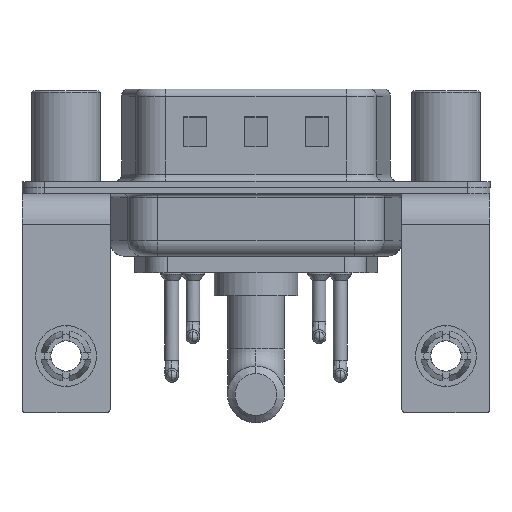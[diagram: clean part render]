
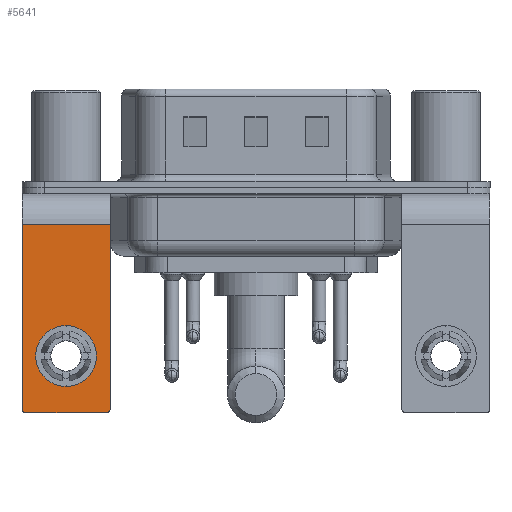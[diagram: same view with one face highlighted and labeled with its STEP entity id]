
A CAD part, front view. The second image highlights one B-rep face of the part: STEP entity #5641.
In plain terms, the highlighted planar face has unit normal (0, -1, 0).
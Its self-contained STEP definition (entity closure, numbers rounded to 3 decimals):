
#86 = DIRECTION ( 'NONE',  ( 0., 1., 0. ) ) ;
#173 = CARTESIAN_POINT ( 'NONE',  ( 2.9, -6.25, -2.4 ) ) ;
#1033 = VERTEX_POINT ( 'NONE', #12734 ) ;
#1120 = VECTOR ( 'NONE', #1702, 1000. ) ;
#1213 = PLANE ( 'NONE',  #5804 ) ;
#1636 = DIRECTION ( 'NONE',  ( -1., 0., 0. ) ) ;
#1702 = DIRECTION ( 'NONE',  ( 0., 0., -1. ) ) ;
#1749 = VERTEX_POINT ( 'NONE', #4258 ) ;
#1777 = EDGE_LOOP ( 'NONE', ( #2681, #10908 ) ) ;
#2681 = ORIENTED_EDGE ( 'NONE', *, *, #6959, .T. ) ;
#2707 = VERTEX_POINT ( 'NONE', #6622 ) ;
#3067 = LINE ( 'NONE', #17893, #10130 ) ;
#4258 = CARTESIAN_POINT ( 'NONE',  ( 2.9, -6.25, -2.4 ) ) ;
#4773 = VERTEX_POINT ( 'NONE', #10221 ) ;
#5391 = EDGE_CURVE ( 'NONE', #13218, #2707, #21742, .T. ) ;
#5641 = ADVANCED_FACE ( 'NONE', ( #6116, #11469 ), #1213, .F. ) ;
#5664 = DIRECTION ( 'NONE',  ( 0., 0., 1. ) ) ;
#5724 = DIRECTION ( 'NONE',  ( 0., 0., 1. ) ) ;
#5804 = AXIS2_PLACEMENT_3D ( 'NONE', #17594, #21284, #7778 ) ;
#6116 = FACE_BOUND ( 'NONE', #1777, .T. ) ;
#6247 = AXIS2_PLACEMENT_3D ( 'NONE', #18132, #86, #5664 ) ;
#6622 = CARTESIAN_POINT ( 'NONE',  ( -2.65, -6.25, -14.8 ) ) ;
#6959 = EDGE_CURVE ( 'NONE', #4773, #1033, #18386, .T. ) ;
#7154 = LINE ( 'NONE', #16297, #1120 ) ;
#7407 = VECTOR ( 'NONE', #23033, 1000. ) ;
#7640 = DIRECTION ( 'NONE',  ( 0., 0., 1. ) ) ;
#7778 = DIRECTION ( 'NONE',  ( 0., 0., 1. ) ) ;
#7910 = CIRCLE ( 'NONE', #9818, 0.25 ) ;
#8514 = DIRECTION ( 'NONE',  ( 0., 0., 1. ) ) ;
#8817 = CARTESIAN_POINT ( 'NONE',  ( 2.65, -6.25, -14.8 ) ) ;
#9818 = AXIS2_PLACEMENT_3D ( 'NONE', #15240, #16552, #7640 ) ;
#10130 = VECTOR ( 'NONE', #1636, 1000. ) ;
#10221 = CARTESIAN_POINT ( 'NONE',  ( 0., -6.25, -13.07 ) ) ;
#10539 = DIRECTION ( 'NONE',  ( 0., -1., 0. ) ) ;
#10711 = ORIENTED_EDGE ( 'NONE', *, *, #16328, .T. ) ;
#10908 = ORIENTED_EDGE ( 'NONE', *, *, #16821, .T. ) ;
#10993 = AXIS2_PLACEMENT_3D ( 'NONE', #22220, #22100, #5724 ) ;
#11469 = FACE_OUTER_BOUND ( 'NONE', #14297, .T. ) ;
#12734 = CARTESIAN_POINT ( 'NONE',  ( 0., -6.25, -9.07 ) ) ;
#13218 = VERTEX_POINT ( 'NONE', #18506 ) ;
#14147 = ORIENTED_EDGE ( 'NONE', *, *, #20179, .F. ) ;
#14194 = DIRECTION ( 'NONE',  ( -1., 0., 0. ) ) ;
#14275 = EDGE_CURVE ( 'NONE', #15780, #13218, #21137, .T. ) ;
#14297 = EDGE_LOOP ( 'NONE', ( #18670, #18258, #14147, #16892, #15443, #10711 ) ) ;
#14340 = CARTESIAN_POINT ( 'NONE',  ( -2.65, -6.25, -14.55 ) ) ;
#14914 = AXIS2_PLACEMENT_3D ( 'NONE', #14340, #10539, #8514 ) ;
#15021 = VERTEX_POINT ( 'NONE', #18478 ) ;
#15240 = CARTESIAN_POINT ( 'NONE',  ( 2.65, -6.25, -14.55 ) ) ;
#15443 = ORIENTED_EDGE ( 'NONE', *, *, #16692, .F. ) ;
#15780 = VERTEX_POINT ( 'NONE', #20434 ) ;
#16297 = CARTESIAN_POINT ( 'NONE',  ( 2.9, -6.25, -2.4 ) ) ;
#16328 = EDGE_CURVE ( 'NONE', #1749, #15780, #23339, .T. ) ;
#16552 = DIRECTION ( 'NONE',  ( 0., -1., 0. ) ) ;
#16692 = EDGE_CURVE ( 'NONE', #1749, #15021, #7154, .T. ) ;
#16708 = VERTEX_POINT ( 'NONE', #8817 ) ;
#16821 = EDGE_CURVE ( 'NONE', #1033, #4773, #21610, .T. ) ;
#16892 = ORIENTED_EDGE ( 'NONE', *, *, #17309, .T. ) ;
#17030 = VECTOR ( 'NONE', #14194, 1000. ) ;
#17309 = EDGE_CURVE ( 'NONE', #16708, #15021, #7910, .T. ) ;
#17594 = CARTESIAN_POINT ( 'NONE',  ( 2.9, -6.25, -2.4 ) ) ;
#17893 = CARTESIAN_POINT ( 'NONE',  ( 2.9, -6.25, -14.8 ) ) ;
#18132 = CARTESIAN_POINT ( 'NONE',  ( 0., -6.25, -11.07 ) ) ;
#18258 = ORIENTED_EDGE ( 'NONE', *, *, #5391, .T. ) ;
#18386 = CIRCLE ( 'NONE', #6247, 2. ) ;
#18478 = CARTESIAN_POINT ( 'NONE',  ( 2.9, -6.25, -14.55 ) ) ;
#18506 = CARTESIAN_POINT ( 'NONE',  ( -2.9, -6.25, -14.55 ) ) ;
#18670 = ORIENTED_EDGE ( 'NONE', *, *, #14275, .T. ) ;
#19466 = CARTESIAN_POINT ( 'NONE',  ( -2.9, -6.25, -2.4 ) ) ;
#20179 = EDGE_CURVE ( 'NONE', #16708, #2707, #3067, .T. ) ;
#20434 = CARTESIAN_POINT ( 'NONE',  ( -2.9, -6.25, -2.4 ) ) ;
#21137 = LINE ( 'NONE', #19466, #7407 ) ;
#21284 = DIRECTION ( 'NONE',  ( 0., 1., 0. ) ) ;
#21610 = CIRCLE ( 'NONE', #10993, 2. ) ;
#21742 = CIRCLE ( 'NONE', #14914, 0.25 ) ;
#22100 = DIRECTION ( 'NONE',  ( 0., 1., 0. ) ) ;
#22220 = CARTESIAN_POINT ( 'NONE',  ( 0., -6.25, -11.07 ) ) ;
#23033 = DIRECTION ( 'NONE',  ( 0., 0., -1. ) ) ;
#23339 = LINE ( 'NONE', #173, #17030 ) ;
